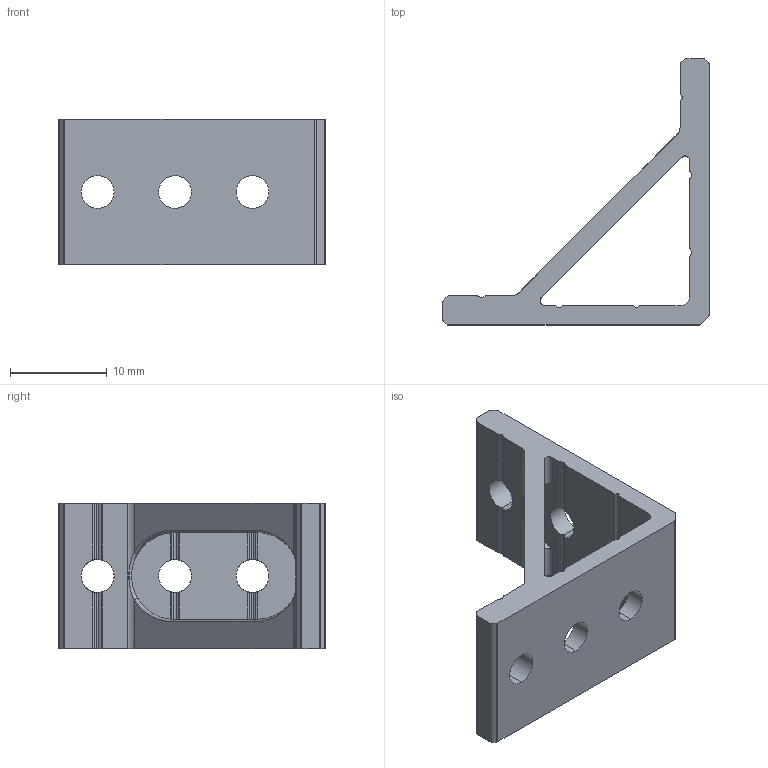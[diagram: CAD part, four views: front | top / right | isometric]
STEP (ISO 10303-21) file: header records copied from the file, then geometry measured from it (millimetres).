
FILE_DESCRIPTION (( 'STEP AP203' ), '1' );
FILE_NAME ('REV-41-1688.STEP', '2019-06-25T17:00:22', ( '' ), ( '' ), 'SwSTEP 2.0', 'SolidWorks 2018', '' );
FILE_SCHEMA (( 'CONFIG_CONTROL_DESIGN' ));
Length unit declared in the file: millimetre
Products named in the file (1): REV-41-1688
Bounding box: 27.5 x 27.5 x 15 mm (x, y, z)
Volume: 1997.8 mm3; surface area: 2387.9 mm2
Topology: 1 solids, 1 shells, 134 faces, 409 edges, 269 vertices
Faces by surface type: cylinder 77, plane 51, bspline 6
Entity records: 5047 total; most frequent: CARTESIAN_POINT 1451, ORIENTED_EDGE 818, DIRECTION 666, EDGE_CURVE 409, VERTEX_POINT 269, AXIS2_PLACEMENT_3D 232, LINE 202, VECTOR 202
